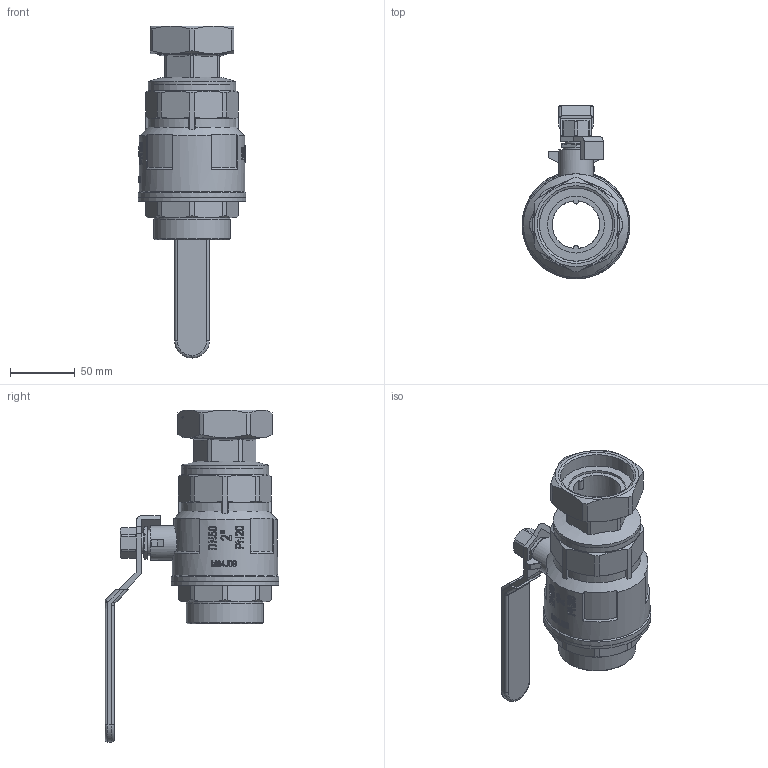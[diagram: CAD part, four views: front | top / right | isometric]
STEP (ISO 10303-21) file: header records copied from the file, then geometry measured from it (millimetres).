
FILE_DESCRIPTION(/* description */ ('Unknown'),/* implementation_level */ '2;1');
FILE_NAME(/* name */ '709-99k',/* time_stamp */ '2022-07-25T10:10:26+02:00',/* author */ ('Unknown'),/* organization */ ('Unknown'),/* preprocessor_version */ 'ST-DEVELOPER v16.7',/* originating_system */ 'Solid Edge',/* authorisation */ 'Unknown');
FILE_SCHEMA (('AUTOMOTIVE_DESIGN {1 0 10303 214 3 1 1}'));
Products named in the file (24): 709-99k; 610-2-Kvrper-co; 600-2-Kvrper; 600-2-Kugeldichtung.1; 600-2-Kugeldichtung; 600-2-Kugel; 610-2_Einschraubteil; Stahlgriff 2; Stahlgriff-1; Stahlgriff-um; 600-2-Spindel-co; 600-2-Stopfbuchse; 600-2-Spindeldichtung; 600-2-Spindel; 600-2-O-Ring; M14 ; 725-99; O-Ring ø56,5x3,5; Überwurfmutter-Sperrring; Speerring; _berwurfmutter; 725-99-Stütze; 725-99-Stoppring; 97000077-2
Assembly tree (23 placements, depth 4):
  709-99k
    610-2-Kvrper-co
      600-2-Kvrper
      600-2-Kugeldichtung.1
      600-2-Kugeldichtung
      600-2-Kugel
      610-2_Einschraubteil
    Stahlgriff 2
      Stahlgriff-1
      Stahlgriff-um
    600-2-Spindel-co
      600-2-Stopfbuchse
      600-2-Spindeldichtung
      600-2-Spindel
      600-2-O-Ring
    M14 
    725-99
      O-Ring ø56,5x3,5
      Überwurfmutter-Sperrring
        Speerring
        _berwurfmutter
      725-99-Stütze
      725-99-Stoppring
    97000077-2
Bounding box: 83.5 x 134.5 x 257 mm (x, y, z)
Volume: 378929.5 mm3; surface area: 187957.7 mm2
Topology: 18 solids, 19 shells, 1487 faces, 4086 edges, 2705 vertices
Faces by surface type: plane 1182, cylinder 177, cone 87, bspline 19, torus 17, sphere 5
Full cylindrical faces by diameter (mm): 1.5 x1, 11.8 x1, 11.835 x1, 16 x2, 16.1 x2, 16.5 x1, 18 x1, 19 x1, 20 x1, 20.3 x1, 20.5 x1, 20.52 x1, 22 x1, 27 x1, 37 x1, 38 x1, 44 x1, 49 x3, 49.5 x2, 52 x2, 54 x1, 56.5 x2, 56.6 x1, 56.656 x2, 56.658 x2, 56.7 x2, 59.5 x2, 59.614 x3, 60 x1, 62 x5
Entity records: 63903 total; most frequent: CARTESIAN_POINT 15545, DIRECTION 8875, ORIENTED_EDGE 7886, EDGE_CURVE 3947, AXIS2_PLACEMENT_3D 3646, VERTEX_POINT 2669, FACE_BOUND 1692, EDGE_LOOP 1690
